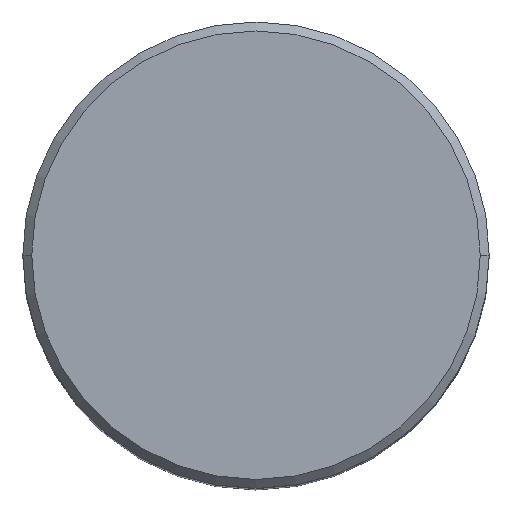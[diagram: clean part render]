
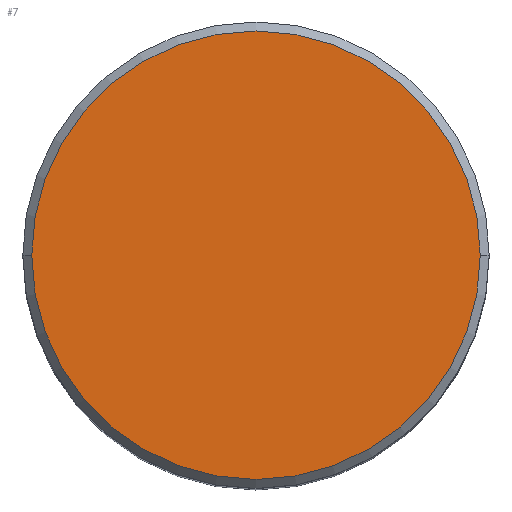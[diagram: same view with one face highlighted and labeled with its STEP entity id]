
A CAD part, top view. The second image highlights one B-rep face of the part: STEP entity #7.
In plain terms, the highlighted planar face has unit normal (0, 0, 1).
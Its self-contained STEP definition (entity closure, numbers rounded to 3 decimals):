
#3 = DIRECTION ( 'NONE',  ( 0., 0., 1. ) ) ;
#7 = ADVANCED_FACE ( 'NONE', ( #431 ), #389, .T. ) ;
#34 = AXIS2_PLACEMENT_3D ( 'NONE', #236, #539, #95 ) ;
#47 = EDGE_LOOP ( 'NONE', ( #503, #538 ) ) ;
#88 = DIRECTION ( 'NONE',  ( 1., 0., 0. ) ) ;
#95 = DIRECTION ( 'NONE',  ( 1., 0., 0. ) ) ;
#181 = CIRCLE ( 'NONE', #34, 12.5 ) ;
#206 = DIRECTION ( 'NONE',  ( 0., 0., 1. ) ) ;
#208 = CARTESIAN_POINT ( 'NONE',  ( 0., 0., 0. ) ) ;
#236 = CARTESIAN_POINT ( 'NONE',  ( 0., 0., 0. ) ) ;
#256 = EDGE_CURVE ( 'NONE', #408, #449, #181, .T. ) ;
#292 = CARTESIAN_POINT ( 'NONE',  ( 0., 0., 0. ) ) ;
#308 = DIRECTION ( 'NONE',  ( 1., 0., 0. ) ) ;
#314 = AXIS2_PLACEMENT_3D ( 'NONE', #292, #206, #88 ) ;
#344 = CARTESIAN_POINT ( 'NONE',  ( 12.5, 0., 0. ) ) ;
#389 = PLANE ( 'NONE',  #495 ) ;
#408 = VERTEX_POINT ( 'NONE', #344 ) ;
#431 = FACE_OUTER_BOUND ( 'NONE', #47, .T. ) ;
#449 = VERTEX_POINT ( 'NONE', #504 ) ;
#461 = CIRCLE ( 'NONE', #314, 12.5 ) ;
#495 = AXIS2_PLACEMENT_3D ( 'NONE', #208, #3, #308 ) ;
#503 = ORIENTED_EDGE ( 'NONE', *, *, #548, .T. ) ;
#504 = CARTESIAN_POINT ( 'NONE',  ( -12.5, 0., 0. ) ) ;
#538 = ORIENTED_EDGE ( 'NONE', *, *, #256, .T. ) ;
#539 = DIRECTION ( 'NONE',  ( 0., 0., 1. ) ) ;
#548 = EDGE_CURVE ( 'NONE', #449, #408, #461, .T. ) ;
